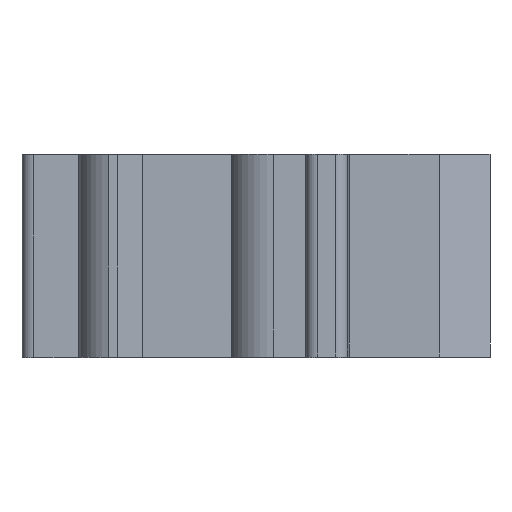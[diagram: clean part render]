
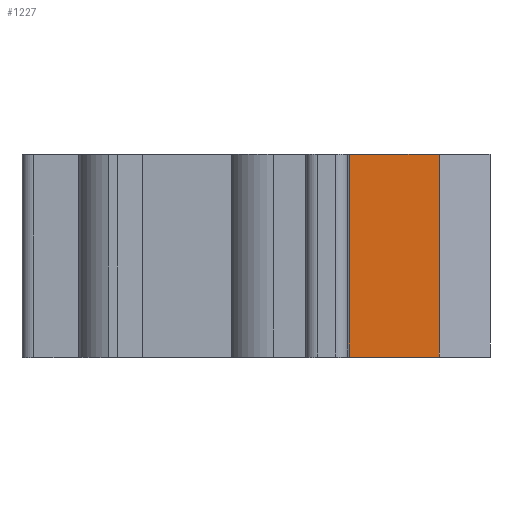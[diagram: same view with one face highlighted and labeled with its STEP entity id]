
A CAD part, top view. The second image highlights one B-rep face of the part: STEP entity #1227.
In plain terms, the highlighted face is planar.
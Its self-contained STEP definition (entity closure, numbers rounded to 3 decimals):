
#1 = LINE ( 'NONE', #231, #1408 ) ;
#11 = EDGE_LOOP ( 'NONE', ( #366, #1388, #661, #757 ) ) ;
#49 = DIRECTION ( 'NONE',  ( 0., 1., 0. ) ) ;
#109 = DIRECTION ( 'NONE',  ( 0., 0., -1. ) ) ;
#217 = CARTESIAN_POINT ( 'NONE',  ( 1.5, 9., 7. ) ) ;
#231 = CARTESIAN_POINT ( 'NONE',  ( 1.5, 9., 5.331 ) ) ;
#356 = VERTEX_POINT ( 'NONE', #592 ) ;
#366 = ORIENTED_EDGE ( 'NONE', *, *, #1064, .F. ) ;
#456 = AXIS2_PLACEMENT_3D ( 'NONE', #1263, #49, #631 ) ;
#457 = CARTESIAN_POINT ( 'NONE',  ( 4.6, 9., 0. ) ) ;
#514 = LINE ( 'NONE', #1499, #626 ) ;
#558 = DIRECTION ( 'NONE',  ( 1., 0., 0. ) ) ;
#589 = CARTESIAN_POINT ( 'NONE',  ( 4.6, 9., 0. ) ) ;
#592 = CARTESIAN_POINT ( 'NONE',  ( 4.6, 9., 7. ) ) ;
#615 = VERTEX_POINT ( 'NONE', #1357 ) ;
#626 = VECTOR ( 'NONE', #1022, 1000. ) ;
#630 = LINE ( 'NONE', #589, #1557 ) ;
#631 = DIRECTION ( 'NONE',  ( -1., 0., 0. ) ) ;
#661 = ORIENTED_EDGE ( 'NONE', *, *, #1572, .T. ) ;
#685 = CARTESIAN_POINT ( 'NONE',  ( 4.6, 9., 10.9 ) ) ;
#757 = ORIENTED_EDGE ( 'NONE', *, *, #904, .T. ) ;
#760 = PLANE ( 'NONE',  #456 ) ;
#806 = EDGE_CURVE ( 'NONE', #1033, #615, #1, .T. ) ;
#904 = EDGE_CURVE ( 'NONE', #356, #958, #1303, .T. ) ;
#958 = VERTEX_POINT ( 'NONE', #457 ) ;
#1022 = DIRECTION ( 'NONE',  ( 1., 0., 0. ) ) ;
#1033 = VERTEX_POINT ( 'NONE', #217 ) ;
#1064 = EDGE_CURVE ( 'NONE', #615, #958, #630, .T. ) ;
#1128 = VECTOR ( 'NONE', #1132, 1000. ) ;
#1132 = DIRECTION ( 'NONE',  ( 0., 0., -1. ) ) ;
#1174 = FACE_OUTER_BOUND ( 'NONE', #11, .T. ) ;
#1227 = ADVANCED_FACE ( 'NONE', ( #1174 ), #760, .T. ) ;
#1263 = CARTESIAN_POINT ( 'NONE',  ( 4.6, 9., 10.9 ) ) ;
#1303 = LINE ( 'NONE', #685, #1128 ) ;
#1357 = CARTESIAN_POINT ( 'NONE',  ( 1.5, 9., 0. ) ) ;
#1388 = ORIENTED_EDGE ( 'NONE', *, *, #806, .F. ) ;
#1408 = VECTOR ( 'NONE', #109, 1000. ) ;
#1499 = CARTESIAN_POINT ( 'NONE',  ( 4.6, 9., 7. ) ) ;
#1557 = VECTOR ( 'NONE', #558, 1000. ) ;
#1572 = EDGE_CURVE ( 'NONE', #1033, #356, #514, .T. ) ;
